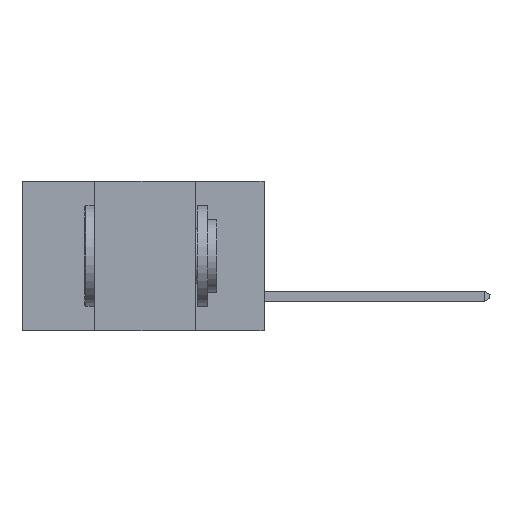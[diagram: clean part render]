
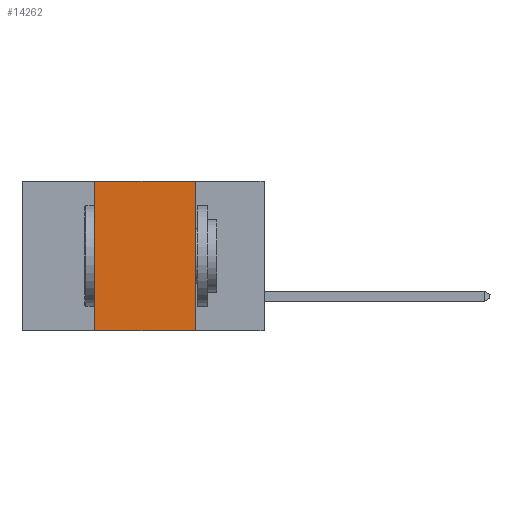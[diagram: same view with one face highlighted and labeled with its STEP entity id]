
A CAD part, left-side view. The second image highlights one B-rep face of the part: STEP entity #14262.
In plain terms, the highlighted planar face has unit normal (-1, 0, 0).
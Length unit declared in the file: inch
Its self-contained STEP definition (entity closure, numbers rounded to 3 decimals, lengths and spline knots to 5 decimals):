
#13 = DIRECTION ( 'NONE',  ( 0., -1., 0. ) ) ;
#208 = CARTESIAN_POINT ( 'NONE',  ( 0., 0.42, -0.37 ) ) ;
#290 = VERTEX_POINT ( 'NONE', #208 ) ;
#292 = DIRECTION ( 'NONE',  ( 0., 0., -1. ) ) ;
#1157 = CARTESIAN_POINT ( 'NONE',  ( 0., 0.42, 0. ) ) ;
#1310 = EDGE_CURVE ( 'NONE', #13827, #13956, #10497, .T. ) ;
#1884 = EDGE_CURVE ( 'NONE', #13956, #7101, #2685, .T. ) ;
#2122 = DIRECTION ( 'NONE',  ( 0., -1., 0. ) ) ;
#2685 = LINE ( 'NONE', #7465, #3401 ) ;
#3401 = VECTOR ( 'NONE', #292, 39.37008 ) ;
#3759 = VECTOR ( 'NONE', #9159, 39.37008 ) ;
#4586 = CARTESIAN_POINT ( 'NONE',  ( 0., 0.42, -0.37 ) ) ;
#4669 = EDGE_CURVE ( 'NONE', #290, #7101, #10414, .T. ) ;
#5279 = CARTESIAN_POINT ( 'NONE',  ( 0., 0.6, 0. ) ) ;
#5606 = ORIENTED_EDGE ( 'NONE', *, *, #1310, .F. ) ;
#6059 = LINE ( 'NONE', #4586, #3759 ) ;
#6798 = VECTOR ( 'NONE', #2122, 39.37008 ) ;
#7055 = CARTESIAN_POINT ( 'NONE',  ( 0., 0.6, 0. ) ) ;
#7101 = VERTEX_POINT ( 'NONE', #14759 ) ;
#7358 = AXIS2_PLACEMENT_3D ( 'NONE', #5279, #14347, #9855 ) ;
#7465 = CARTESIAN_POINT ( 'NONE',  ( 0., 0.17, -0.37 ) ) ;
#9159 = DIRECTION ( 'NONE',  ( 0., 0., 1. ) ) ;
#9233 = VECTOR ( 'NONE', #13, 39.37008 ) ;
#9355 = CARTESIAN_POINT ( 'NONE',  ( 0., 0.6, -0.37 ) ) ;
#9855 = DIRECTION ( 'NONE',  ( 0., 0., -1. ) ) ;
#10414 = LINE ( 'NONE', #9355, #9233 ) ;
#10497 = LINE ( 'NONE', #7055, #6798 ) ;
#11771 = CARTESIAN_POINT ( 'NONE',  ( 0., 0.17, 0. ) ) ;
#11875 = EDGE_LOOP ( 'NONE', ( #12023, #5606, #14925, #14349 ) ) ;
#11880 = FACE_OUTER_BOUND ( 'NONE', #11875, .T. ) ;
#12023 = ORIENTED_EDGE ( 'NONE', *, *, #1884, .F. ) ;
#13165 = PLANE ( 'NONE',  #7358 ) ;
#13827 = VERTEX_POINT ( 'NONE', #1157 ) ;
#13956 = VERTEX_POINT ( 'NONE', #11771 ) ;
#14262 = ADVANCED_FACE ( 'NONE', ( #11880 ), #13165, .F. ) ;
#14347 = DIRECTION ( 'NONE',  ( 1., 0., 0. ) ) ;
#14349 = ORIENTED_EDGE ( 'NONE', *, *, #4669, .T. ) ;
#14652 = EDGE_CURVE ( 'NONE', #290, #13827, #6059, .T. ) ;
#14759 = CARTESIAN_POINT ( 'NONE',  ( 0., 0.17, -0.37 ) ) ;
#14925 = ORIENTED_EDGE ( 'NONE', *, *, #14652, .F. ) ;
